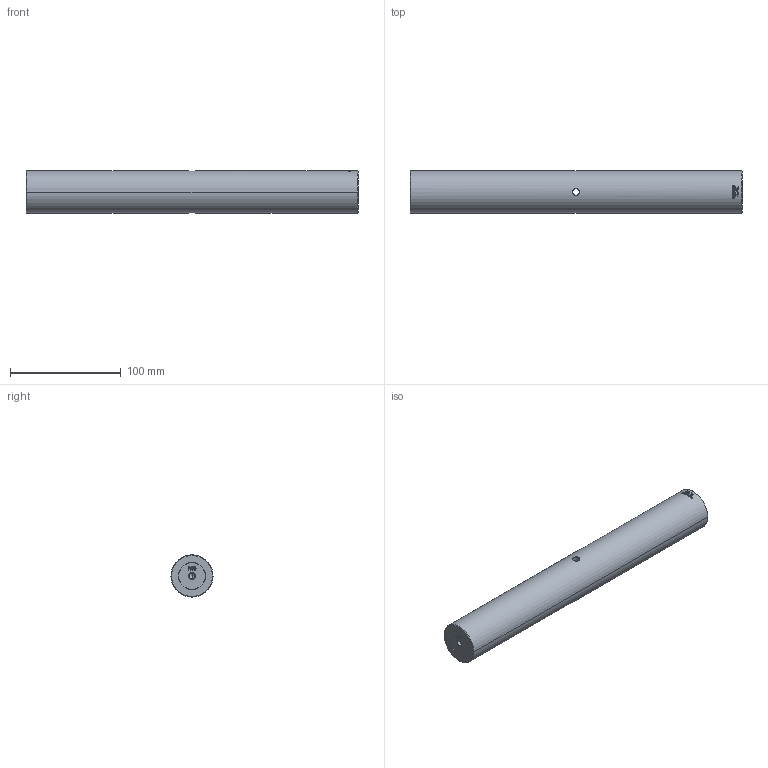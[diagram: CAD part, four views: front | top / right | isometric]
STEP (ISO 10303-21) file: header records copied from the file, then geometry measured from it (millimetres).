
FILE_DESCRIPTION (( 'STEP AP203' ), '1' );
FILE_NAME ('SRB38-300T6.STEP', '2025-08-19T05:59:47', ( '' ), ( '' ), 'SwSTEP 2.0', 'SolidWorks 2020', '' );
FILE_SCHEMA (( 'CONFIG_CONTROL_DESIGN' ));
Length unit declared in the file: millimetre
Products named in the file (1): SRB38-300T6
Bounding box: 300 x 38 x 38 mm (x, y, z)
Volume: 338479.2 mm3; surface area: 39065.9 mm2
Topology: 1 solids, 1 shells, 453 faces, 1229 edges, 812 vertices
Faces by surface type: bspline 317, plane 85, cylinder 37, cone 14
Entity records: 32173 total; most frequent: CARTESIAN_POINT 23407, ORIENTED_EDGE 2450, EDGE_CURVE 1225, B_SPLINE_CURVE_WITH_KNOTS 936, VERTEX_POINT 812, DIRECTION 655, EDGE_LOOP 493, ADVANCED_FACE 453
